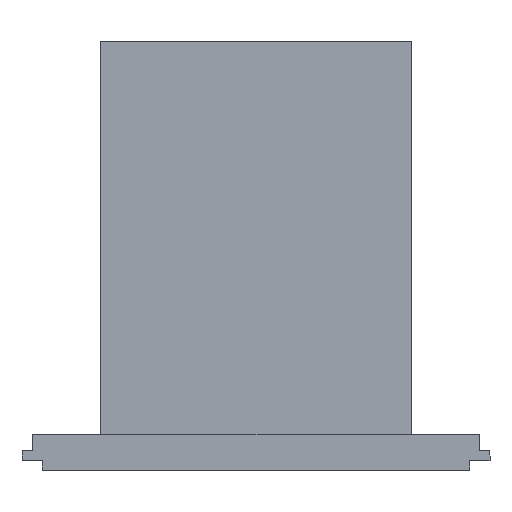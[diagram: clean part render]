
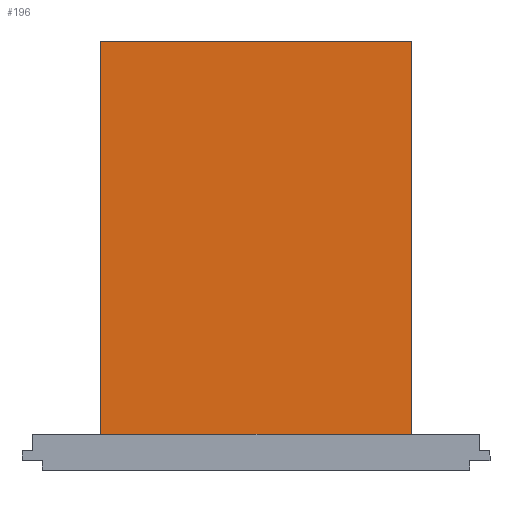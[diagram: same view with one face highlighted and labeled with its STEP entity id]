
A CAD part, top view. The second image highlights one B-rep face of the part: STEP entity #196.
In plain terms, the highlighted planar face has unit normal (0, 0, 1).
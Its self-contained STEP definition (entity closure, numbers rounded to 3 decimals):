
#196 = ADVANCED_FACE ( 'NONE', ( #7087 ), #7698, .F. ) ;
#206 = CARTESIAN_POINT ( 'NONE',  ( 10.583, -43.064, 13.665 ) ) ;
#485 = ORIENTED_EDGE ( 'NONE', *, *, #1207, .T. ) ;
#671 = ORIENTED_EDGE ( 'NONE', *, *, #5523, .F. ) ;
#831 = EDGE_LOOP ( 'NONE', ( #671, #2944, #1836, #485 ) ) ;
#1207 = EDGE_CURVE ( 'NONE', #1216, #3991, #8008, .T. ) ;
#1216 = VERTEX_POINT ( 'NONE', #8097 ) ;
#1259 = EDGE_CURVE ( 'NONE', #4896, #2294, #6839, .T. ) ;
#1655 = CARTESIAN_POINT ( 'NONE',  ( 45.167, 173.602, 13.665 ) ) ;
#1797 = EDGE_CURVE ( 'NONE', #1216, #2294, #6212, .T. ) ;
#1836 = ORIENTED_EDGE ( 'NONE', *, *, #1797, .F. ) ;
#2123 = CARTESIAN_POINT ( 'NONE',  ( 10.583, -24.731, 13.665 ) ) ;
#2294 = VERTEX_POINT ( 'NONE', #5907 ) ;
#2892 = AXIS2_PLACEMENT_3D ( 'NONE', #7040, #7820, #3784 ) ;
#2944 = ORIENTED_EDGE ( 'NONE', *, *, #1259, .T. ) ;
#3021 = VECTOR ( 'NONE', #7491, 1000. ) ;
#3485 = DIRECTION ( 'NONE',  ( 0., -1., 0. ) ) ;
#3784 = DIRECTION ( 'NONE',  ( 0., -1., 0. ) ) ;
#3991 = VERTEX_POINT ( 'NONE', #7933 ) ;
#4896 = VERTEX_POINT ( 'NONE', #2123 ) ;
#5420 = CARTESIAN_POINT ( 'NONE',  ( 45.167, -24.731, 13.665 ) ) ;
#5523 = EDGE_CURVE ( 'NONE', #4896, #3991, #5985, .T. ) ;
#5534 = VECTOR ( 'NONE', #7989, 1000. ) ;
#5907 = CARTESIAN_POINT ( 'NONE',  ( 10.583, 173.602, 13.665 ) ) ;
#5985 = LINE ( 'NONE', #5420, #5534 ) ;
#6132 = CARTESIAN_POINT ( 'NONE',  ( -146.083, -43.064, 13.665 ) ) ;
#6212 = LINE ( 'NONE', #1655, #7453 ) ;
#6839 = LINE ( 'NONE', #206, #3021 ) ;
#7040 = CARTESIAN_POINT ( 'NONE',  ( 45.167, -43.064, 13.665 ) ) ;
#7087 = FACE_OUTER_BOUND ( 'NONE', #831, .T. ) ;
#7184 = VECTOR ( 'NONE', #3485, 1000. ) ;
#7453 = VECTOR ( 'NONE', #7577, 1000. ) ;
#7491 = DIRECTION ( 'NONE',  ( 0., 1., 0. ) ) ;
#7577 = DIRECTION ( 'NONE',  ( 1., 0., 0. ) ) ;
#7698 = PLANE ( 'NONE',  #2892 ) ;
#7820 = DIRECTION ( 'NONE',  ( 0., 0., -1. ) ) ;
#7933 = CARTESIAN_POINT ( 'NONE',  ( -146.083, -24.731, 13.665 ) ) ;
#7989 = DIRECTION ( 'NONE',  ( -1., 0., 0. ) ) ;
#8008 = LINE ( 'NONE', #6132, #7184 ) ;
#8097 = CARTESIAN_POINT ( 'NONE',  ( -146.083, 173.602, 13.665 ) ) ;
